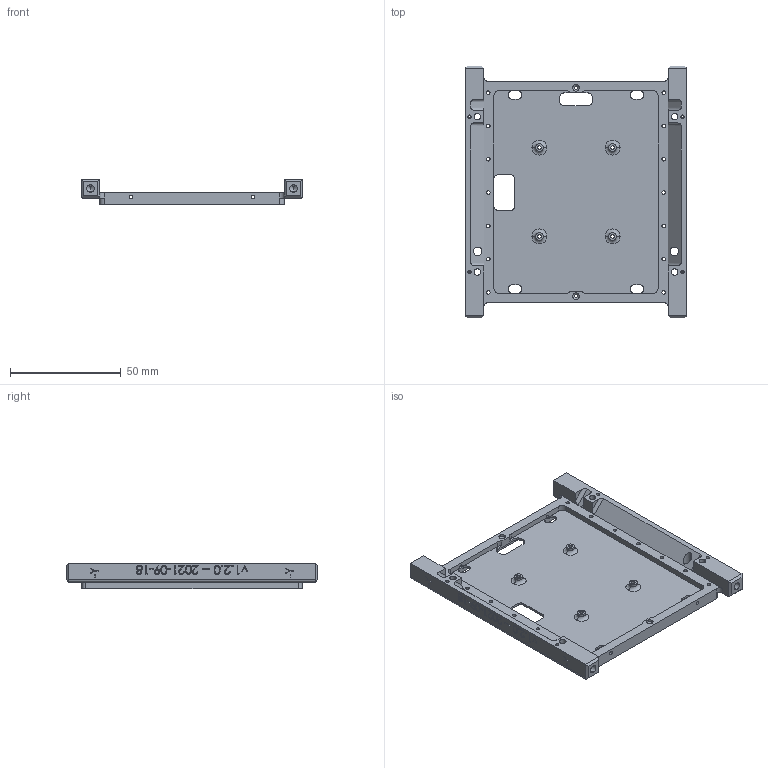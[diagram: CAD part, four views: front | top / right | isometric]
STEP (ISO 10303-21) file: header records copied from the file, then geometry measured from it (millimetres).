
FILE_DESCRIPTION (( 'STEP AP214' ), '1' );
FILE_NAME ('1U_minusX.STEP', '2021-09-26T22:15:31', ( '' ), ( '' ), 'SwSTEP 2.0', 'SolidWorks 2020', '' );
FILE_SCHEMA (( 'AUTOMOTIVE_DESIGN' ));
Length unit declared in the file: millimetre
Products named in the file (1): 1U_minusX
Bounding box: 100 x 113.5 x 11.5 mm (x, y, z)
Volume: 29616.1 mm3; surface area: 28645.4 mm2
Topology: 1 solids, 1 shells, 798 faces, 2110 edges, 1380 vertices
Faces by surface type: plane 434, cylinder 182, bspline 158, cone 16, torus 8
Entity records: 41778 total; most frequent: CARTESIAN_POINT 22513, ORIENTED_EDGE 4212, DIRECTION 3192, EDGE_CURVE 2106, VERTEX_POINT 1380, VECTOR 1198, LINE 1198, AXIS2_PLACEMENT_3D 997
